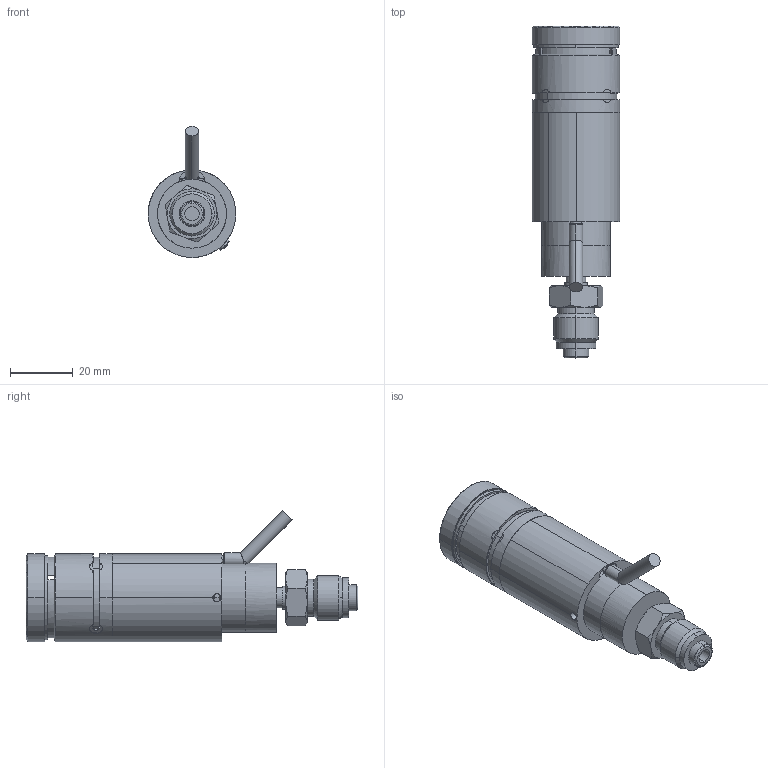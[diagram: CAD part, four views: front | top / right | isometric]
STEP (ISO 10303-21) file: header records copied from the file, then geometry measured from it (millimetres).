
FILE_DESCRIPTION (( 'STEP AP214' ), '1' );
FILE_NAME ('100002130279.STEP', '2025-11-04T06:56:18', ( 'Microsoft' ), ( 'Microsoft' ), 'SwSTEP 2.0', 'SolidWorks 2025', '' );
FILE_SCHEMA (( 'AUTOMOTIVE_DESIGN' ));
Length unit declared in the file: millimetre
Products named in the file (1): 100002130279
Bounding box: 28 x 106.07 x 41.9 mm (x, y, z)
Surface area: 21095.5 mm2 (no closed solid volume)
Topology: 0 solids, 8 shells, 232 faces, 623 edges, 403 vertices
Faces by surface type: cylinder 108, plane 73, bspline 28, cone 20, torus 2, sphere 1
Entity records: 8896 total; most frequent: CARTESIAN_POINT 3186, ORIENTED_EDGE 1236, DIRECTION 1136, EDGE_CURVE 622, AXIS2_PLACEMENT_3D 454, VERTEX_POINT 403, EDGE_LOOP 258, CIRCLE 249
